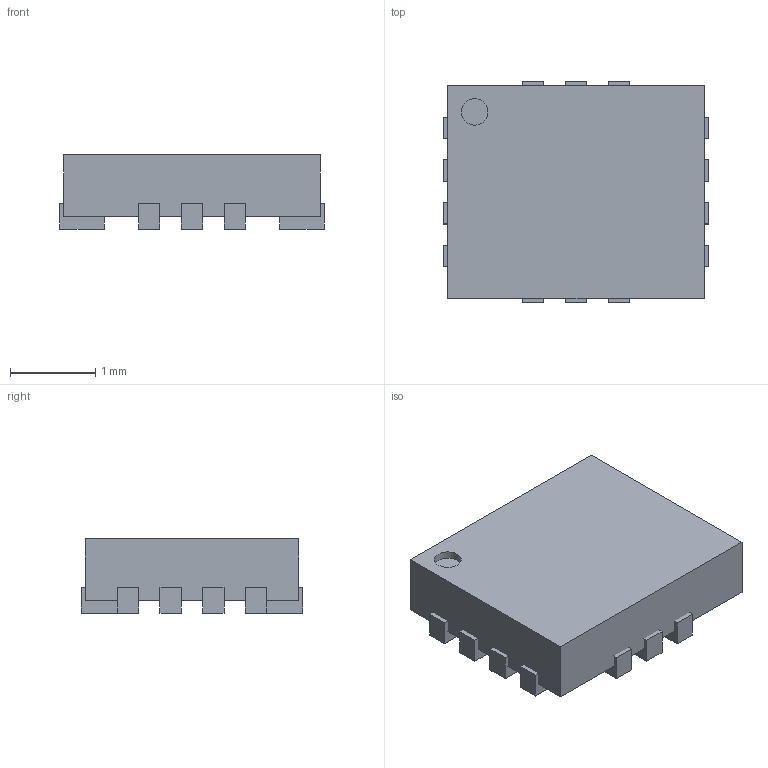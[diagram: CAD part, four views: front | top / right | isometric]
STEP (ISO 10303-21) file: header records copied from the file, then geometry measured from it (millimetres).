
FILE_DESCRIPTION(('FreeCAD Model'),'2;1');
FILE_NAME('2018740.1.1.stp','2022-12-21T05:46:52',( 'Author'),(''),'Open CASCADE STEP processor 6.9','FreeCAD','Unknown' );
FILE_SCHEMA(('AUTOMOTIVE_DESIGN { 1 0 10303 214 1 1 1 1 }'));
Length unit declared in the file: millimetre
Products named in the file (4): ASSEMBLY; Body; PinsArrayLR; PinsArrayTB
Assembly tree (3 placements, depth 2):
  ASSEMBLY
    Body
    PinsArrayLR
    PinsArrayTB
Bounding box: 3.1 x 2.6 x 0.87 mm (x, y, z)
Volume: 5.9 mm3; surface area: 33.2 mm2
Topology: 15 solids, 15 shells, 92 faces, 183 edges, 122 vertices
Faces by surface type: plane 91, cylinder 1
Full cylindrical faces by diameter (mm): 0.312 x1
Entity records: 4884 total; most frequent: CARTESIAN_POINT 767, DIRECTION 743, LINE 545, VECTOR 545, ORIENTED_EDGE 366, PCURVE 366, DEFINITIONAL_REPRESENTATION 366, EDGE_CURVE 183
